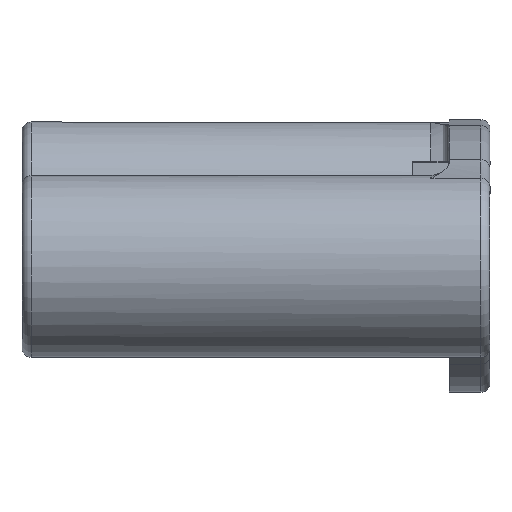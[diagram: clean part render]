
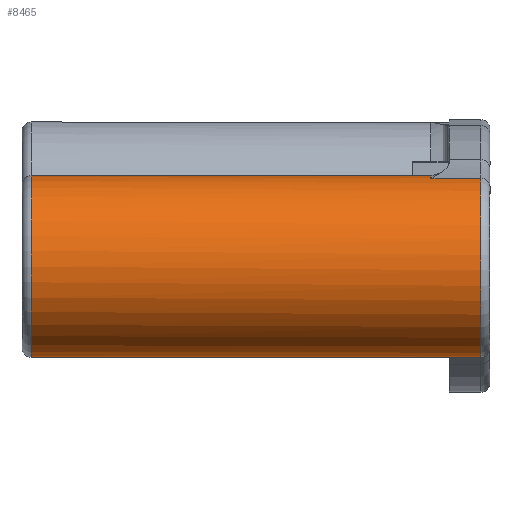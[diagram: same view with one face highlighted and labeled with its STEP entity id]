
A CAD part, left-side view. The second image highlights one B-rep face of the part: STEP entity #8465.
In plain terms, the highlighted cylindrical face has radius 5 mm (diameter 10 mm), a full revolution.
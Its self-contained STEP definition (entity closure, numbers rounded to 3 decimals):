
#505=FACE_OUTER_BOUND('',#970,.T.);
#970=EDGE_LOOP('',(#6579,#6580,#6581,#6582,#6583,#6584,#6585,#6586,#6587));
#1510=CIRCLE('',#8895,5.);
#1511=CIRCLE('',#8896,5.);
#1568=CIRCLE('',#8966,5.);
#1601=CIRCLE('',#9035,5.);
#1602=CIRCLE('',#9036,5.);
#1981=LINE('',#15786,#2921);
#2005=LINE('',#16759,#2945);
#2006=LINE('',#16760,#2946);
#2921=VECTOR('',#9999,10.);
#2945=VECTOR('',#10267,30.);
#2946=VECTOR('',#10268,5.);
#3721=VERTEX_POINT('',#15185);
#3724=VERTEX_POINT('',#15197);
#3725=VERTEX_POINT('',#15206);
#4011=VERTEX_POINT('',#15784);
#4046=VERTEX_POINT('',#16258);
#4061=VERTEX_POINT('',#16561);
#4062=VERTEX_POINT('',#16563);
#4669=EDGE_CURVE('',#3724,#3725,#1510,.T.);
#4670=EDGE_CURVE('',#3725,#3721,#1511,.T.);
#4960=EDGE_CURVE('',#4011,#3724,#1981,.T.);
#5010=EDGE_CURVE('',#4046,#4011,#1568,.T.);
#5062=EDGE_CURVE('',#4061,#4062,#1601,.T.);
#5063=EDGE_CURVE('',#4062,#4061,#1602,.T.);
#5066=EDGE_CURVE('',#3721,#4046,#2005,.T.);
#5067=EDGE_CURVE('',#3725,#4062,#2006,.T.);
#6579=ORIENTED_EDGE('',*,*,#4960,.F.);
#6580=ORIENTED_EDGE('',*,*,#5010,.F.);
#6581=ORIENTED_EDGE('',*,*,#5066,.F.);
#6582=ORIENTED_EDGE('',*,*,#4670,.F.);
#6583=ORIENTED_EDGE('',*,*,#5067,.T.);
#6584=ORIENTED_EDGE('',*,*,#5062,.F.);
#6585=ORIENTED_EDGE('',*,*,#5063,.F.);
#6586=ORIENTED_EDGE('',*,*,#5067,.F.);
#6587=ORIENTED_EDGE('',*,*,#4669,.F.);
#8301=CYLINDRICAL_SURFACE('',#9038,5.);
#8465=ADVANCED_FACE('',(#505),#8301,.T.);
#8895=AXIS2_PLACEMENT_3D('',#15207,#9684,#9685);
#8896=AXIS2_PLACEMENT_3D('',#15208,#9686,#9687);
#8966=AXIS2_PLACEMENT_3D('',#16260,#10105,#10106);
#9035=AXIS2_PLACEMENT_3D('',#16564,#10259,#10260);
#9036=AXIS2_PLACEMENT_3D('',#16565,#10261,#10262);
#9038=AXIS2_PLACEMENT_3D('',#16758,#10265,#10266);
#9684=DIRECTION('center_axis',(0.,-1.,0.));
#9685=DIRECTION('ref_axis',(0.927,0.,0.375));
#9686=DIRECTION('center_axis',(0.,-1.,0.));
#9687=DIRECTION('ref_axis',(0.927,0.,0.375));
#9999=DIRECTION('',(0.,1.,0.));
#10105=DIRECTION('center_axis',(0.,-1.,0.));
#10106=DIRECTION('ref_axis',(-0.927,0.,-0.375));
#10259=DIRECTION('center_axis',(0.,1.,0.));
#10260=DIRECTION('ref_axis',(-0.506,0.,0.863));
#10261=DIRECTION('center_axis',(0.,1.,0.));
#10262=DIRECTION('ref_axis',(-0.506,0.,0.863));
#10265=DIRECTION('center_axis',(0.,-1.,0.));
#10266=DIRECTION('ref_axis',(-1.,0.,0.));
#10267=DIRECTION('',(0.,-1.,0.));
#10268=DIRECTION('',(0.,1.,0.));
#15185=CARTESIAN_POINT('',(0.866,2.25,2.108));
#15197=CARTESIAN_POINT('',(4.58,2.25,-7.062));
#15206=CARTESIAN_POINT('',(7.05,2.25,-2.75));
#15207=CARTESIAN_POINT('Origin',(2.05,2.25,-2.75));
#15208=CARTESIAN_POINT('Origin',(2.05,2.25,-2.75));
#15784=CARTESIAN_POINT('',(4.58,-0.5,-7.062));
#15786=CARTESIAN_POINT('',(4.58,24.25,-7.062));
#16258=CARTESIAN_POINT('',(0.866,-0.5,2.108));
#16260=CARTESIAN_POINT('Origin',(2.05,-0.5,-2.75));
#16561=CARTESIAN_POINT('',(2.05,24.25,-7.75));
#16563=CARTESIAN_POINT('',(7.05,24.25,-2.75));
#16564=CARTESIAN_POINT('Origin',(2.05,24.25,-2.75));
#16565=CARTESIAN_POINT('Origin',(2.05,24.25,-2.75));
#16758=CARTESIAN_POINT('Origin',(2.05,24.25,-2.75));
#16759=CARTESIAN_POINT('',(0.866,1.25,2.108));
#16760=CARTESIAN_POINT('',(7.05,24.25,-2.75));
